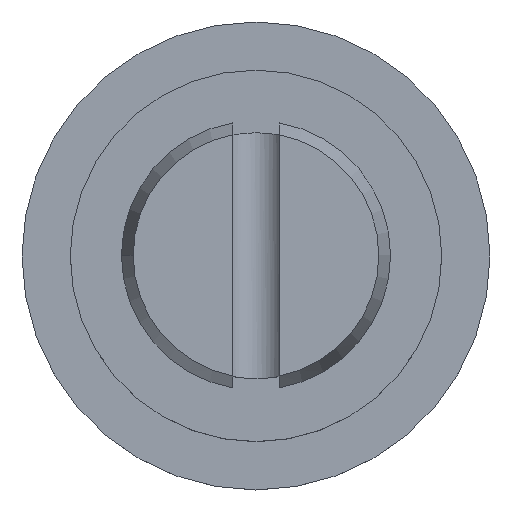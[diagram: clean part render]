
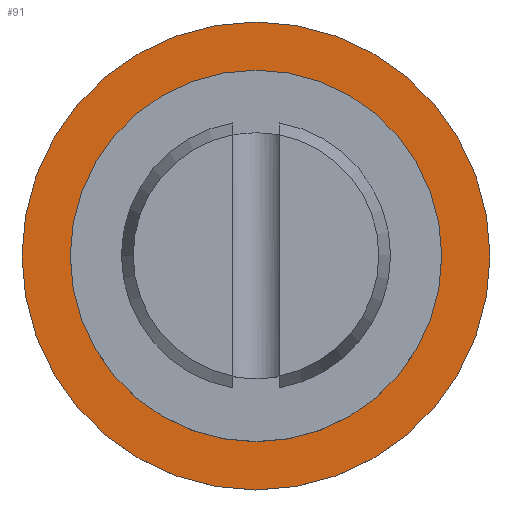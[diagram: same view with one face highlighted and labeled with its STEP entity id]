
A CAD part, top view. The second image highlights one B-rep face of the part: STEP entity #91.
In plain terms, the highlighted planar face has unit normal (0, 0, 1).
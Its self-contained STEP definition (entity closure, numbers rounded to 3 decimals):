
#7 = DIRECTION ( 'NONE',  ( 0., 0., -1. ) ) ;
#14 = ORIENTED_EDGE ( 'NONE', *, *, #868, .T. ) ;
#21 = DIRECTION ( 'NONE',  ( -1., 0., 0. ) ) ;
#44 = CARTESIAN_POINT ( 'NONE',  ( -3.175, 0., -0.125 ) ) ;
#91 = ADVANCED_FACE ( 'NONE', ( #264, #262 ), #846, .F. ) ;
#129 = CIRCLE ( 'NONE', #447, 4. ) ;
#153 = CARTESIAN_POINT ( 'NONE',  ( 0., 0., -0.125 ) ) ;
#162 = CIRCLE ( 'NONE', #477, 3.175 ) ;
#182 = CIRCLE ( 'NONE', #513, 4. ) ;
#187 = CIRCLE ( 'NONE', #528, 3.175 ) ;
#211 = CARTESIAN_POINT ( 'NONE',  ( 0., 0., -0.125 ) ) ;
#262 = FACE_BOUND ( 'NONE', #741, .T. ) ;
#264 = FACE_OUTER_BOUND ( 'NONE', #324, .T. ) ;
#283 = DIRECTION ( 'NONE',  ( -1., 0., 0. ) ) ;
#324 = EDGE_LOOP ( 'NONE', ( #518, #676 ) ) ;
#415 = VERTEX_POINT ( 'NONE', #526 ) ;
#447 = AXIS2_PLACEMENT_3D ( 'NONE', #739, #745, #742 ) ;
#477 = AXIS2_PLACEMENT_3D ( 'NONE', #646, #650, #639 ) ;
#501 = DIRECTION ( 'NONE',  ( 0., 0., -1. ) ) ;
#508 = VERTEX_POINT ( 'NONE', #44 ) ;
#513 = AXIS2_PLACEMENT_3D ( 'NONE', #211, #501, #702 ) ;
#518 = ORIENTED_EDGE ( 'NONE', *, *, #958, .F. ) ;
#526 = CARTESIAN_POINT ( 'NONE',  ( -4., 0., -0.125 ) ) ;
#528 = AXIS2_PLACEMENT_3D ( 'NONE', #153, #7, #283 ) ;
#599 = AXIS2_PLACEMENT_3D ( 'NONE', #817, #723, #21 ) ;
#639 = DIRECTION ( 'NONE',  ( -1., 0., 0. ) ) ;
#646 = CARTESIAN_POINT ( 'NONE',  ( 0., 0., -0.125 ) ) ;
#650 = DIRECTION ( 'NONE',  ( 0., 0., -1. ) ) ;
#676 = ORIENTED_EDGE ( 'NONE', *, *, #875, .F. ) ;
#696 = CARTESIAN_POINT ( 'NONE',  ( 4., 0., -0.125 ) ) ;
#702 = DIRECTION ( 'NONE',  ( -1., 0., 0. ) ) ;
#723 = DIRECTION ( 'NONE',  ( 0., 0., -1. ) ) ;
#739 = CARTESIAN_POINT ( 'NONE',  ( 0., 0., -0.125 ) ) ;
#741 = EDGE_LOOP ( 'NONE', ( #937, #14 ) ) ;
#742 = DIRECTION ( 'NONE',  ( -1., 0., 0. ) ) ;
#745 = DIRECTION ( 'NONE',  ( 0., 0., -1. ) ) ;
#750 = VERTEX_POINT ( 'NONE', #940 ) ;
#817 = CARTESIAN_POINT ( 'NONE',  ( 0., 0., -0.125 ) ) ;
#846 = PLANE ( 'NONE',  #599 ) ;
#868 = EDGE_CURVE ( 'NONE', #508, #750, #187, .T. ) ;
#875 = EDGE_CURVE ( 'NONE', #415, #909, #182, .T. ) ;
#909 = VERTEX_POINT ( 'NONE', #696 ) ;
#914 = EDGE_CURVE ( 'NONE', #750, #508, #162, .T. ) ;
#937 = ORIENTED_EDGE ( 'NONE', *, *, #914, .T. ) ;
#940 = CARTESIAN_POINT ( 'NONE',  ( 3.175, 0., -0.125 ) ) ;
#958 = EDGE_CURVE ( 'NONE', #909, #415, #129, .T. ) ;
